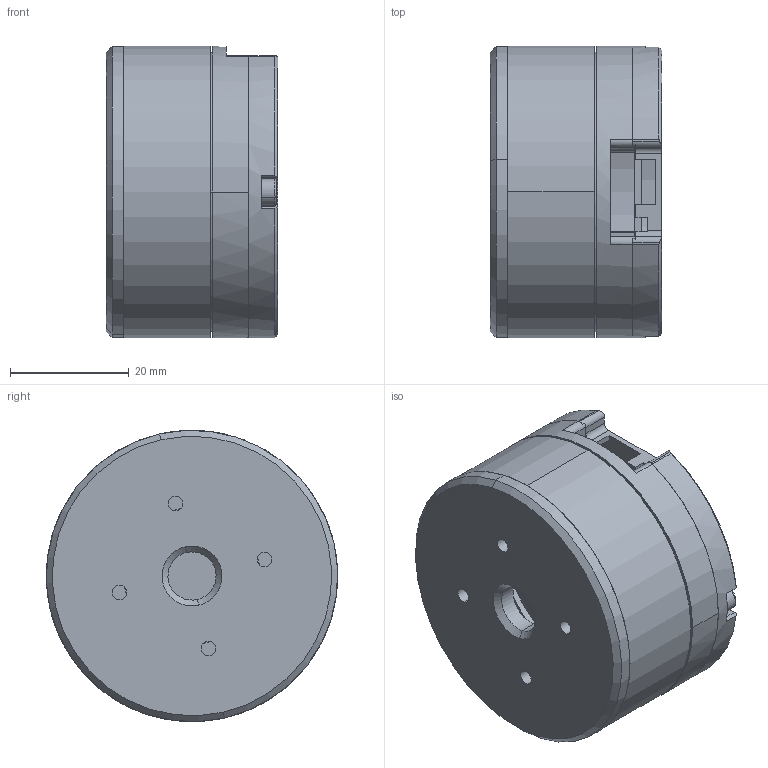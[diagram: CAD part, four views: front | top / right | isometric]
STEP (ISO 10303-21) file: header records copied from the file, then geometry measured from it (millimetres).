
FILE_DESCRIPTION (( 'STEP AP214' ), '1' );
FILE_NAME ('RMD-L-5010.STEP', '2019-11-06T10:14:38', ( '' ), ( '' ), 'SwSTEP 2.0', 'SolidWorks 2012', '' );
FILE_SCHEMA (( 'AUTOMOTIVE_DESIGN' ));
Length unit declared in the file: millimetre
Products named in the file (1): RMD-L-5010
Bounding box: 28.9 x 49 x 49 mm (x, y, z)
Volume: 15863.6 mm3; surface area: 22468.3 mm2
Topology: 7 solids, 7 shells, 299 faces, 790 edges, 510 vertices
Faces by surface type: cylinder 168, plane 99, cone 28, torus 4
Entity records: 14087 total; most frequent: CARTESIAN_POINT 3081, DIRECTION 1642, ORIENTED_EDGE 1556, EDGE_CURVE 778, AXIS2_PLACEMENT_3D 639, VERTEX_POINT 510, EDGE_LOOP 368, VECTOR 364
